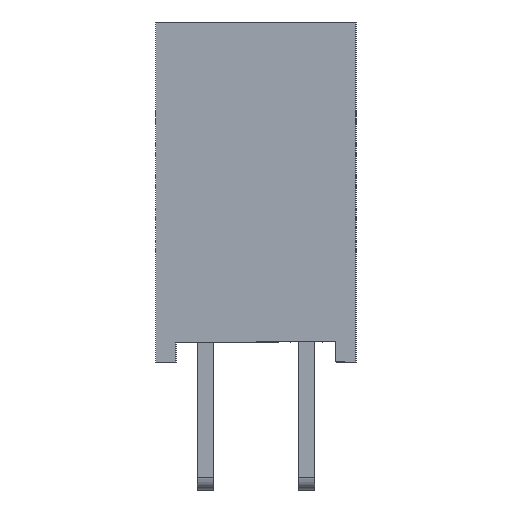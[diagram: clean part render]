
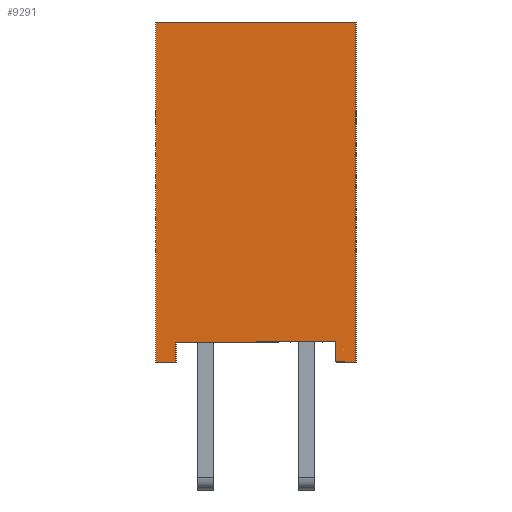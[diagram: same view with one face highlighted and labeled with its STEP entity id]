
A CAD part, left-side view. The second image highlights one B-rep face of the part: STEP entity #9291.
In plain terms, the highlighted planar face has unit normal (-1, 0, 0).
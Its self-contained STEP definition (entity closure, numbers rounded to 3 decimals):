
#2167 = EDGE_CURVE ( 'NONE', #12767, #19301, #47100, .T. ) ;
#2791 = CARTESIAN_POINT ( 'NONE',  ( -20.52, -2.5, 8.5 ) ) ;
#3119 = AXIS2_PLACEMENT_3D ( 'NONE', #2791, #31598, #13378 ) ;
#3270 = ORIENTED_EDGE ( 'NONE', *, *, #25282, .F. ) ;
#3989 = LINE ( 'NONE', #40126, #11989 ) ;
#4642 = CARTESIAN_POINT ( 'NONE',  ( -20.52, -2.5, 8.5 ) ) ;
#5577 = DIRECTION ( 'NONE',  ( 0., -1., 0. ) ) ;
#5722 = EDGE_CURVE ( 'NONE', #59510, #39292, #10911, .T. ) ;
#9076 = CARTESIAN_POINT ( 'NONE',  ( -20.52, -2., 0. ) ) ;
#9205 = ORIENTED_EDGE ( 'NONE', *, *, #10520, .T. ) ;
#9291 = ADVANCED_FACE ( 'NONE', ( #59294 ), #31294, .F. ) ;
#10020 = DIRECTION ( 'NONE',  ( 0., 0., -1. ) ) ;
#10520 = EDGE_CURVE ( 'NONE', #45188, #28634, #3989, .T. ) ;
#10911 = LINE ( 'NONE', #24888, #40614 ) ;
#11989 = VECTOR ( 'NONE', #45241, 1000. ) ;
#12767 = VERTEX_POINT ( 'NONE', #57983 ) ;
#13078 = ORIENTED_EDGE ( 'NONE', *, *, #5722, .F. ) ;
#13256 = CARTESIAN_POINT ( 'NONE',  ( -20.52, -2.5, 8.5 ) ) ;
#13378 = DIRECTION ( 'NONE',  ( 0., 0., -1. ) ) ;
#18399 = EDGE_CURVE ( 'NONE', #45188, #59510, #44167, .T. ) ;
#19109 = VECTOR ( 'NONE', #10020, 1000. ) ;
#19202 = ORIENTED_EDGE ( 'NONE', *, *, #55603, .T. ) ;
#19301 = VERTEX_POINT ( 'NONE', #13256 ) ;
#19570 = ORIENTED_EDGE ( 'NONE', *, *, #22447, .F. ) ;
#20143 = VECTOR ( 'NONE', #5577, 1000. ) ;
#21109 = DIRECTION ( 'NONE',  ( 0., 0., 1. ) ) ;
#21927 = CARTESIAN_POINT ( 'NONE',  ( -20.52, -2., 0.5 ) ) ;
#22031 = CARTESIAN_POINT ( 'NONE',  ( -20.52, 2.5, 8.5 ) ) ;
#22383 = VERTEX_POINT ( 'NONE', #36145 ) ;
#22447 = EDGE_CURVE ( 'NONE', #39292, #22383, #28807, .T. ) ;
#24630 = VECTOR ( 'NONE', #51008, 1000. ) ;
#24888 = CARTESIAN_POINT ( 'NONE',  ( -20.52, 2., 0.5 ) ) ;
#25282 = EDGE_CURVE ( 'NONE', #19301, #28634, #56207, .T. ) ;
#27239 = ORIENTED_EDGE ( 'NONE', *, *, #50747, .T. ) ;
#28634 = VERTEX_POINT ( 'NONE', #45701 ) ;
#28807 = LINE ( 'NONE', #51310, #24630 ) ;
#29574 = ORIENTED_EDGE ( 'NONE', *, *, #2167, .F. ) ;
#31294 = PLANE ( 'NONE',  #3119 ) ;
#31598 = DIRECTION ( 'NONE',  ( 1., 0., 0. ) ) ;
#31690 = LINE ( 'NONE', #22031, #40895 ) ;
#31943 = DIRECTION ( 'NONE',  ( 0., -1., 0. ) ) ;
#33101 = CARTESIAN_POINT ( 'NONE',  ( -20.52, -2.5, 8.5 ) ) ;
#33563 = ORIENTED_EDGE ( 'NONE', *, *, #18399, .F. ) ;
#34761 = CARTESIAN_POINT ( 'NONE',  ( -20.52, -2., 0. ) ) ;
#35633 = EDGE_LOOP ( 'NONE', ( #19202, #19570, #13078, #33563, #9205, #3270, #29574, #27239 ) ) ;
#36145 = CARTESIAN_POINT ( 'NONE',  ( -20.52, 2., 0. ) ) ;
#38591 = VECTOR ( 'NONE', #21109, 1000. ) ;
#39292 = VERTEX_POINT ( 'NONE', #47421 ) ;
#40126 = CARTESIAN_POINT ( 'NONE',  ( -20.52, -2.5, 0. ) ) ;
#40540 = DIRECTION ( 'NONE',  ( 0., 0., -1. ) ) ;
#40614 = VECTOR ( 'NONE', #51943, 1000. ) ;
#40895 = VECTOR ( 'NONE', #40540, 1000. ) ;
#41231 = LINE ( 'NONE', #45437, #20143 ) ;
#44167 = LINE ( 'NONE', #34761, #38591 ) ;
#44585 = CARTESIAN_POINT ( 'NONE',  ( -20.52, 2.5, 0. ) ) ;
#45188 = VERTEX_POINT ( 'NONE', #9076 ) ;
#45241 = DIRECTION ( 'NONE',  ( 0., -1., 0. ) ) ;
#45437 = CARTESIAN_POINT ( 'NONE',  ( -20.52, -2.5, 0. ) ) ;
#45701 = CARTESIAN_POINT ( 'NONE',  ( -20.52, -2.5, 0. ) ) ;
#46434 = VECTOR ( 'NONE', #31943, 1000. ) ;
#47100 = LINE ( 'NONE', #4642, #46434 ) ;
#47421 = CARTESIAN_POINT ( 'NONE',  ( -20.52, 2., 0.5 ) ) ;
#50747 = EDGE_CURVE ( 'NONE', #12767, #58605, #31690, .T. ) ;
#51008 = DIRECTION ( 'NONE',  ( 0., 0., -1. ) ) ;
#51310 = CARTESIAN_POINT ( 'NONE',  ( -20.52, 2., 0. ) ) ;
#51943 = DIRECTION ( 'NONE',  ( 0., 1., 0. ) ) ;
#55603 = EDGE_CURVE ( 'NONE', #58605, #22383, #41231, .T. ) ;
#56207 = LINE ( 'NONE', #33101, #19109 ) ;
#57983 = CARTESIAN_POINT ( 'NONE',  ( -20.52, 2.5, 8.5 ) ) ;
#58605 = VERTEX_POINT ( 'NONE', #44585 ) ;
#59294 = FACE_OUTER_BOUND ( 'NONE', #35633, .T. ) ;
#59510 = VERTEX_POINT ( 'NONE', #21927 ) ;
